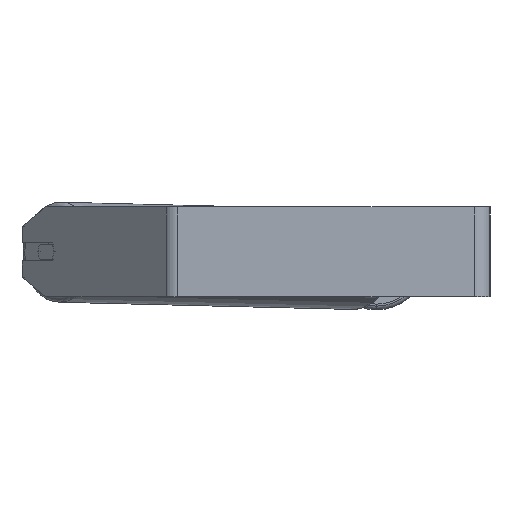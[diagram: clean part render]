
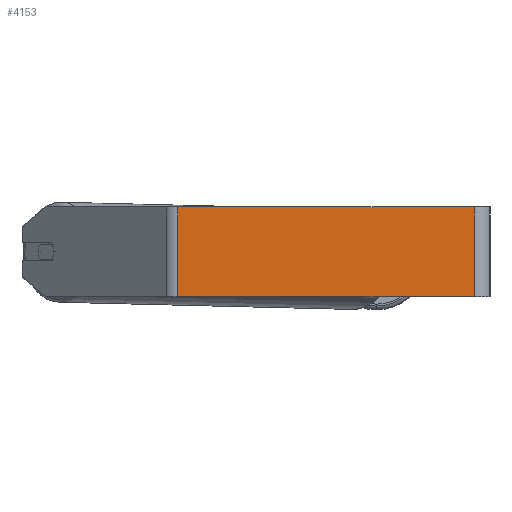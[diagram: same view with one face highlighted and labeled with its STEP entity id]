
A CAD part, left-side view. The second image highlights one B-rep face of the part: STEP entity #4153.
In plain terms, the highlighted planar face has unit normal (-1, 0, 0).
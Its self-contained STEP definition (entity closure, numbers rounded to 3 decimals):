
#340 = ORIENTED_EDGE ( 'NONE', *, *, #3374, .T. ) ;
#874 = EDGE_CURVE ( 'NONE', #7996, #8056, #4001, .T. ) ;
#1107 = ORIENTED_EDGE ( 'NONE', *, *, #874, .F. ) ;
#1804 = ORIENTED_EDGE ( 'NONE', *, *, #7929, .F. ) ;
#1993 = LINE ( 'NONE', #6569, #8162 ) ;
#2292 = AXIS2_PLACEMENT_3D ( 'NONE', #3195, #2657, #5368 ) ;
#2527 = FACE_OUTER_BOUND ( 'NONE', #7887, .T. ) ;
#2657 = DIRECTION ( 'NONE',  ( 1., 0., 0. ) ) ;
#3195 = CARTESIAN_POINT ( 'NONE',  ( -620., 283.828, 40. ) ) ;
#3233 = CARTESIAN_POINT ( 'NONE',  ( -620., 278.029, 40. ) ) ;
#3374 = EDGE_CURVE ( 'NONE', #8008, #8170, #7309, .T. ) ;
#3996 = EDGE_CURVE ( 'NONE', #7996, #8008, #8205, .T. ) ;
#4001 = LINE ( 'NONE', #6002, #6099 ) ;
#4153 = ADVANCED_FACE ( 'NONE', ( #2527 ), #6619, .F. ) ;
#4163 = CARTESIAN_POINT ( 'NONE',  ( -620., 14., 40. ) ) ;
#5368 = DIRECTION ( 'NONE',  ( 0., 0., -1. ) ) ;
#5420 = DIRECTION ( 'NONE',  ( 0., -1., 0. ) ) ;
#6002 = CARTESIAN_POINT ( 'NONE',  ( -620., 283.828, 40. ) ) ;
#6037 = CARTESIAN_POINT ( 'NONE',  ( -620., 278.029, -40. ) ) ;
#6099 = VECTOR ( 'NONE', #5420, 1000. ) ;
#6257 = CARTESIAN_POINT ( 'NONE',  ( -620., 278.029, 40. ) ) ;
#6507 = CARTESIAN_POINT ( 'NONE',  ( -620., 14., -40. ) ) ;
#6569 = CARTESIAN_POINT ( 'NONE',  ( -620., 14., 40. ) ) ;
#6619 = PLANE ( 'NONE',  #2292 ) ;
#6838 = DIRECTION ( 'NONE',  ( 0., 0., -1. ) ) ;
#7172 = DIRECTION ( 'NONE',  ( 0., -1., 0. ) ) ;
#7309 = LINE ( 'NONE', #8630, #7823 ) ;
#7359 = DIRECTION ( 'NONE',  ( 0., 0., -1. ) ) ;
#7768 = ORIENTED_EDGE ( 'NONE', *, *, #3996, .T. ) ;
#7823 = VECTOR ( 'NONE', #7172, 1000. ) ;
#7887 = EDGE_LOOP ( 'NONE', ( #340, #1804, #1107, #7768 ) ) ;
#7929 = EDGE_CURVE ( 'NONE', #8056, #8170, #1993, .T. ) ;
#7996 = VERTEX_POINT ( 'NONE', #3233 ) ;
#8008 = VERTEX_POINT ( 'NONE', #6037 ) ;
#8056 = VERTEX_POINT ( 'NONE', #4163 ) ;
#8162 = VECTOR ( 'NONE', #7359, 1000. ) ;
#8170 = VERTEX_POINT ( 'NONE', #6507 ) ;
#8205 = LINE ( 'NONE', #6257, #8664 ) ;
#8630 = CARTESIAN_POINT ( 'NONE',  ( -620., 283.828, -40. ) ) ;
#8664 = VECTOR ( 'NONE', #6838, 1000. ) ;
